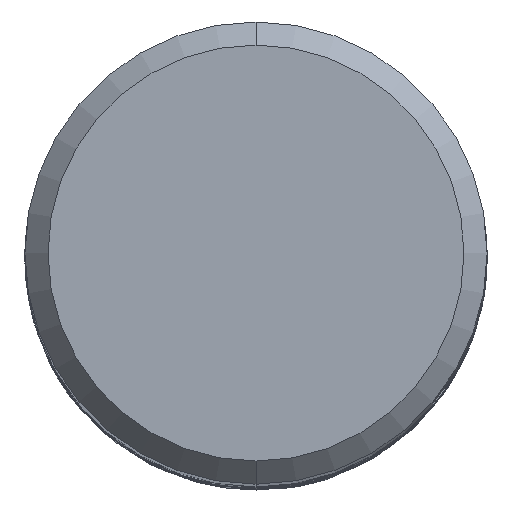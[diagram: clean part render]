
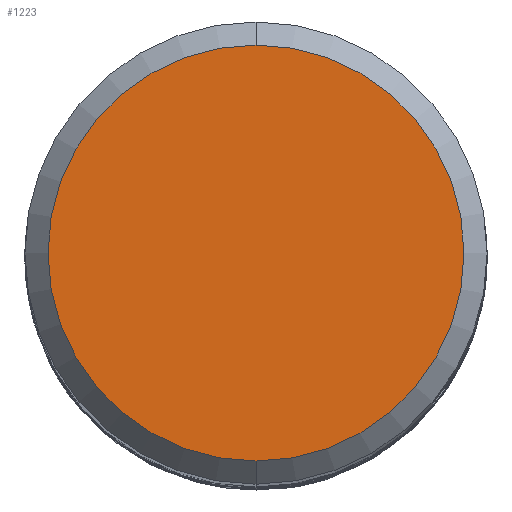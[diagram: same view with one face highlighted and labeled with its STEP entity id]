
A CAD part, top view. The second image highlights one B-rep face of the part: STEP entity #1223.
In plain terms, the highlighted planar face has unit normal (0, 0, 1).
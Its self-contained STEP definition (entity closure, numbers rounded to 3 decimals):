
#921=EDGE_CURVE('',#1629,#1463,#2182,.T.);
#1223=ADVANCED_FACE('',(#2524),#2525,.T.);
#1463=VERTEX_POINT('',#2780);
#1629=VERTEX_POINT('',#2959);
#1841=EDGE_CURVE('',#1463,#1629,#3185,.T.);
#2182=CIRCLE('',#7473,9.0);
#2524=FACE_OUTER_BOUND('',#12745,.T.);
#2525=PLANE('',#12746);
#2780=CARTESIAN_POINT('',(0.0,9.0,0.));
#2959=CARTESIAN_POINT('',(0.,-9.0,0.));
#3185=CIRCLE('',#19374,9.0);
#7473=AXIS2_PLACEMENT_3D('',#20391,#20392,#20393);
#12745=EDGE_LOOP('',(#20825,#20826));
#12746=AXIS2_PLACEMENT_3D('',#20827,#20828,#20829);
#19374=AXIS2_PLACEMENT_3D('',#21419,#21420,#21421);
#20391=CARTESIAN_POINT('',(0.0,0.0,0.));
#20392=DIRECTION('',(0.0,0.0,-1.0));
#20393=DIRECTION('',(0.0,1.0,0.0));
#20825=ORIENTED_EDGE('',*,*,#1841,.F.);
#20826=ORIENTED_EDGE('',*,*,#921,.F.);
#20827=CARTESIAN_POINT('',(0.0,4.5,0.));
#20828=DIRECTION('',(-0.0,0.0,1.0));
#20829=DIRECTION('',(0.0,-1.0,0.0));
#21419=CARTESIAN_POINT('',(0.0,0.0,0.));
#21420=DIRECTION('',(0.0,0.0,-1.0));
#21421=DIRECTION('',(0.0,1.0,0.0));
